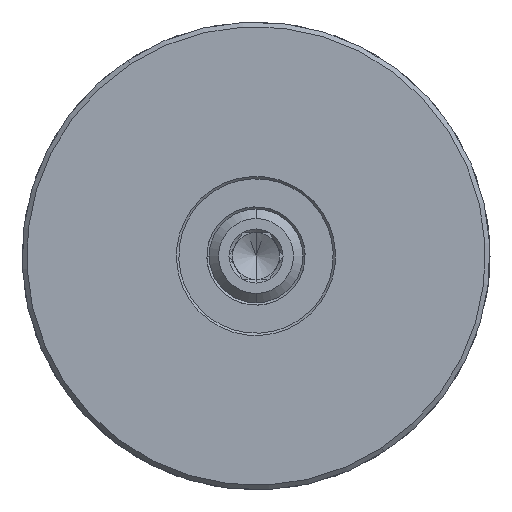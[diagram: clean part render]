
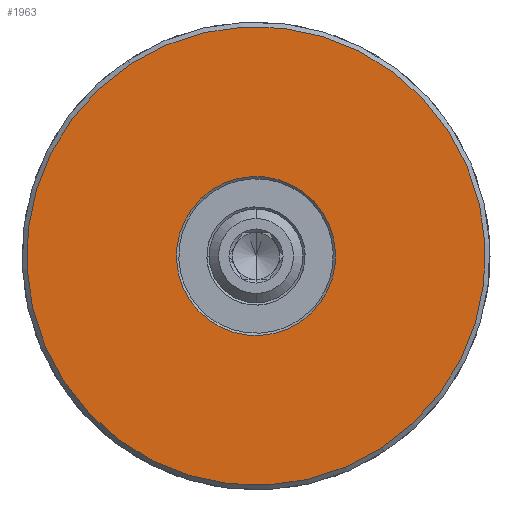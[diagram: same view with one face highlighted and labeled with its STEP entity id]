
A CAD part, front view. The second image highlights one B-rep face of the part: STEP entity #1963.
In plain terms, the highlighted face is planar.
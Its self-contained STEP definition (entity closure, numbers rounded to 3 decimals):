
#126 = CARTESIAN_POINT ( 'NONE',  ( 0., 8., 0. ) ) ;
#474 = CARTESIAN_POINT ( 'NONE',  ( 0., 8., 0. ) ) ;
#527 = ORIENTED_EDGE ( 'NONE', *, *, #1756, .T. ) ;
#547 = CARTESIAN_POINT ( 'NONE',  ( 0., 8., -8.5 ) ) ;
#584 = DIRECTION ( 'NONE',  ( 0., -1., 0. ) ) ;
#635 = CIRCLE ( 'NONE', #3773, 24.5 ) ;
#879 = CARTESIAN_POINT ( 'NONE',  ( 0., 8., 8.5 ) ) ;
#885 = AXIS2_PLACEMENT_3D ( 'NONE', #4080, #2186, #3655 ) ;
#1041 = VERTEX_POINT ( 'NONE', #2625 ) ;
#1049 = CIRCLE ( 'NONE', #2586, 24.5 ) ;
#1332 = EDGE_LOOP ( 'NONE', ( #1855, #527 ) ) ;
#1363 = CARTESIAN_POINT ( 'NONE',  ( 0., 8., 0. ) ) ;
#1471 = CIRCLE ( 'NONE', #2166, 8.5 ) ;
#1534 = DIRECTION ( 'NONE',  ( 0., 1., 0. ) ) ;
#1571 = DIRECTION ( 'NONE',  ( 0., -1., 0. ) ) ;
#1756 = EDGE_CURVE ( 'NONE', #3241, #2389, #2890, .T. ) ;
#1855 = ORIENTED_EDGE ( 'NONE', *, *, #3416, .T. ) ;
#1862 = FACE_OUTER_BOUND ( 'NONE', #3428, .T. ) ;
#1963 = ADVANCED_FACE ( 'NONE', ( #1862, #3700 ), #3290, .T. ) ;
#2166 = AXIS2_PLACEMENT_3D ( 'NONE', #126, #1571, #3050 ) ;
#2186 = DIRECTION ( 'NONE',  ( 0., 1., 0. ) ) ;
#2389 = VERTEX_POINT ( 'NONE', #879 ) ;
#2422 = DIRECTION ( 'NONE',  ( 0., 0., 1. ) ) ;
#2586 = AXIS2_PLACEMENT_3D ( 'NONE', #3208, #3676, #4677 ) ;
#2625 = CARTESIAN_POINT ( 'NONE',  ( 0., 8., 24.5 ) ) ;
#2626 = DIRECTION ( 'NONE',  ( 0., 0., 1. ) ) ;
#2890 = CIRCLE ( 'NONE', #3186, 8.5 ) ;
#3050 = DIRECTION ( 'NONE',  ( 0., 0., 1. ) ) ;
#3110 = EDGE_CURVE ( 'NONE', #4413, #1041, #635, .T. ) ;
#3186 = AXIS2_PLACEMENT_3D ( 'NONE', #1363, #584, #2422 ) ;
#3208 = CARTESIAN_POINT ( 'NONE',  ( 0., 8., 0. ) ) ;
#3241 = VERTEX_POINT ( 'NONE', #547 ) ;
#3253 = ORIENTED_EDGE ( 'NONE', *, *, #3110, .T. ) ;
#3290 = PLANE ( 'NONE',  #885 ) ;
#3416 = EDGE_CURVE ( 'NONE', #2389, #3241, #1471, .T. ) ;
#3428 = EDGE_LOOP ( 'NONE', ( #3253, #4656 ) ) ;
#3655 = DIRECTION ( 'NONE',  ( 0., 0., 1. ) ) ;
#3676 = DIRECTION ( 'NONE',  ( 0., 1., 0. ) ) ;
#3700 = FACE_BOUND ( 'NONE', #1332, .T. ) ;
#3773 = AXIS2_PLACEMENT_3D ( 'NONE', #474, #1534, #2626 ) ;
#4080 = CARTESIAN_POINT ( 'NONE',  ( 0., 8., -25. ) ) ;
#4189 = EDGE_CURVE ( 'NONE', #1041, #4413, #1049, .T. ) ;
#4413 = VERTEX_POINT ( 'NONE', #4494 ) ;
#4494 = CARTESIAN_POINT ( 'NONE',  ( 0., 8., -24.5 ) ) ;
#4656 = ORIENTED_EDGE ( 'NONE', *, *, #4189, .T. ) ;
#4677 = DIRECTION ( 'NONE',  ( 0., 0., 1. ) ) ;
